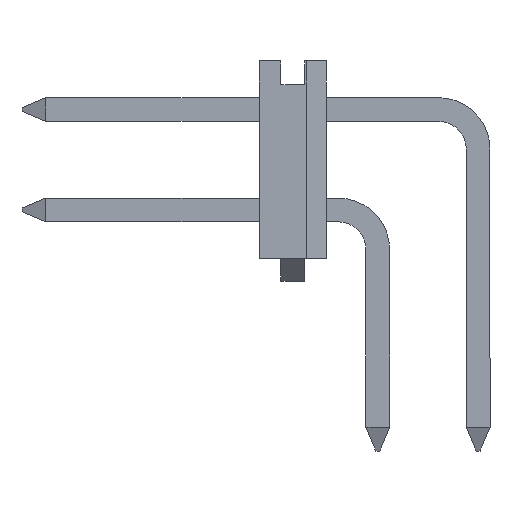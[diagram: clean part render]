
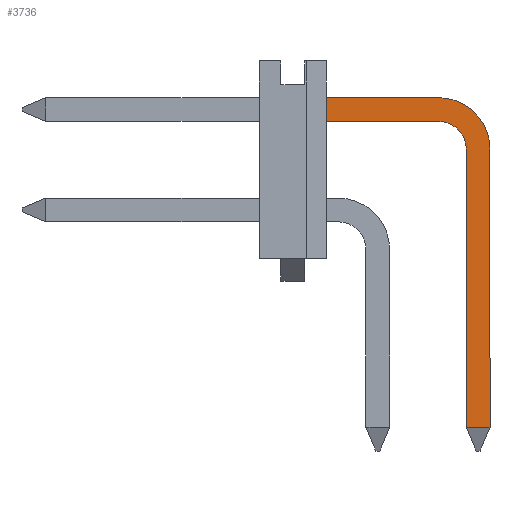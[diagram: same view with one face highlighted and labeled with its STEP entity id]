
A CAD part, left-side view. The second image highlights one B-rep face of the part: STEP entity #3736.
In plain terms, the highlighted planar face has unit normal (-1, 0, 0).
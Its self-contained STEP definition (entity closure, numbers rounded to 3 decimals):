
#3489=CARTESIAN_POINT('',(-9.19,4.27,4.64));
#3490=VERTEX_POINT('',#3489);
#3497=CARTESIAN_POINT('',(-9.19,-0.27,4.64));
#3498=VERTEX_POINT('',#3497);
#3499=CARTESIAN_POINT('',(-9.19,-0.27,4.64));
#3500=DIRECTION('',(0.0,1.0,0.0));
#3501=VECTOR('',#3500,4.54);
#3502=LINE('',#3499,#3501);
#3503=EDGE_CURVE('',#3498,#3490,#3502,.T.);
#3527=CARTESIAN_POINT('',(-9.19,4.27,4.04));
#3528=VERTEX_POINT('',#3527);
#3545=CARTESIAN_POINT('',(-9.19,-0.27,4.04));
#3546=VERTEX_POINT('',#3545);
#3553=CARTESIAN_POINT('',(-9.19,-0.27,4.04));
#3554=DIRECTION('',(0.0,1.0,0.0));
#3555=VECTOR('',#3554,4.54);
#3556=LINE('',#3553,#3555);
#3557=EDGE_CURVE('',#3546,#3528,#3556,.T.);
#3568=CARTESIAN_POINT('',(-9.19,-1.57,3.34));
#3569=VERTEX_POINT('',#3568);
#3570=CARTESIAN_POINT('',(-9.19,-0.27,3.34));
#3571=DIRECTION('',(-1.0,0.0,0.0));
#3572=DIRECTION('',(0.0,-0.707,0.707));
#3573=AXIS2_PLACEMENT_3D('',#3570,#3571,#3572);
#3574=CIRCLE('',#3573,1.3);
#3575=EDGE_CURVE('',#3569,#3498,#3574,.T.);
#3610=CARTESIAN_POINT('',(-9.19,-0.97,3.34));
#3611=VERTEX_POINT('',#3610);
#3618=CARTESIAN_POINT('',(-9.19,-0.27,3.34));
#3619=DIRECTION('',(-1.0,0.0,0.0));
#3620=DIRECTION('',(0.0,-0.707,0.707));
#3621=AXIS2_PLACEMENT_3D('',#3618,#3619,#3620);
#3622=CIRCLE('',#3621,0.7);
#3623=EDGE_CURVE('',#3611,#3546,#3622,.T.);
#3641=CARTESIAN_POINT('',(-9.19,4.27,4.64));
#3642=DIRECTION('',(0.0,0.0,-1.0));
#3643=VECTOR('',#3642,0.6);
#3644=LINE('',#3641,#3643);
#3645=EDGE_CURVE('',#3490,#3528,#3644,.T.);
#3690=CARTESIAN_POINT('',(-9.19,-1.57,-3.7));
#3691=VERTEX_POINT('',#3690);
#3700=CARTESIAN_POINT('',(-9.19,-1.57,3.34));
#3701=DIRECTION('',(0.0,0.0,-1.0));
#3702=VECTOR('',#3701,7.04);
#3703=LINE('',#3700,#3702);
#3704=EDGE_CURVE('',#3569,#3691,#3703,.T.);
#3709=CARTESIAN_POINT('',(-9.19,-0.97,12.2));
#3710=DIRECTION('',(-1.0,0.0,0.0));
#3711=DIRECTION('',(0.0,0.0,1.0));
#3712=AXIS2_PLACEMENT_3D('',#3709,#3710,#3711);
#3713=PLANE('',#3712);
#3714=CARTESIAN_POINT('',(-9.19,-0.97,-3.7));
#3715=VERTEX_POINT('',#3714);
#3716=CARTESIAN_POINT('',(-9.19,-1.57,-3.7));
#3717=DIRECTION('',(0.0,1.0,0.0));
#3718=VECTOR('',#3717,0.6);
#3719=LINE('',#3716,#3718);
#3720=EDGE_CURVE('',#3691,#3715,#3719,.T.);
#3721=ORIENTED_EDGE('',*,*,#3720,.F.);
#3722=ORIENTED_EDGE('',*,*,#3704,.F.);
#3723=ORIENTED_EDGE('',*,*,#3575,.T.);
#3724=ORIENTED_EDGE('',*,*,#3503,.T.);
#3725=ORIENTED_EDGE('',*,*,#3645,.T.);
#3726=ORIENTED_EDGE('',*,*,#3557,.F.);
#3727=ORIENTED_EDGE('',*,*,#3623,.F.);
#3728=CARTESIAN_POINT('',(-9.19,-0.97,3.34));
#3729=DIRECTION('',(0.0,0.0,-1.0));
#3730=VECTOR('',#3729,7.04);
#3731=LINE('',#3728,#3730);
#3732=EDGE_CURVE('',#3611,#3715,#3731,.T.);
#3733=ORIENTED_EDGE('',*,*,#3732,.T.);
#3734=EDGE_LOOP('',(#3721,#3722,#3723,#3724,#3725,#3726,#3727,#3733));
#3735=FACE_OUTER_BOUND('',#3734,.T.);
#3736=ADVANCED_FACE('',(#3735),#3713,.T.);
